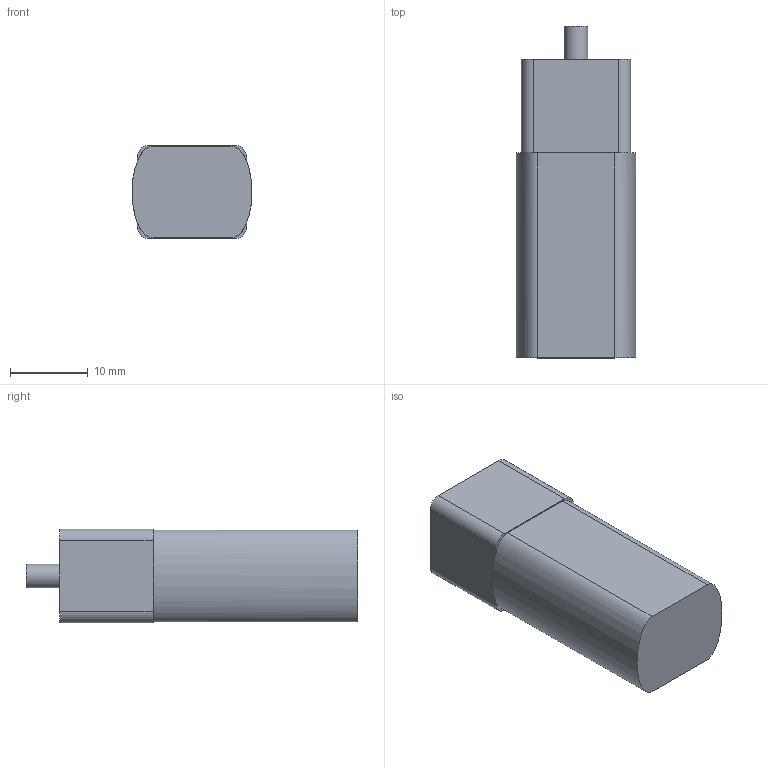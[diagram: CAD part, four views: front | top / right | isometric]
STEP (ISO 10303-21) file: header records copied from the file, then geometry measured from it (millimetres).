
FILE_DESCRIPTION(/* description */ ('Alibre Inc.'),/* implementation_level */ '2;1');
FILE_NAME(/* name */ 'export0',/* time_stamp */ '2015-08-19T18:34:23+08:00',/* author */ (''),/* organization */ (''),/* preprocessor_version */ 'ST-DEVELOPER v14',/* originating_system */ 'Alibre',/* authorisation */ '');
FILE_SCHEMA (('CONFIG_CONTROL_DESIGN'));
Length unit declared in the file: centimetre
Products named in the file (1): ID_1
Bounding box: 15.4 x 42.6 x 12 mm (x, y, z)
Volume: 6442.8 mm3; surface area: 2242.4 mm2
Topology: 1 solids, 1 shells, 20 faces, 47 edges, 30 vertices
Faces by surface type: plane 13, cylinder 5, extrusion 2
Full cylindrical faces by diameter (mm): 3 x1
Entity records: 614 total; most frequent: ORIENTED_EDGE 92, CARTESIAN_POINT 88, DIRECTION 81, EDGE_CURVE 46, AXIS2_PLACEMENT_3D 32, VERTEX_POINT 30, VECTOR 28, LINE 26
